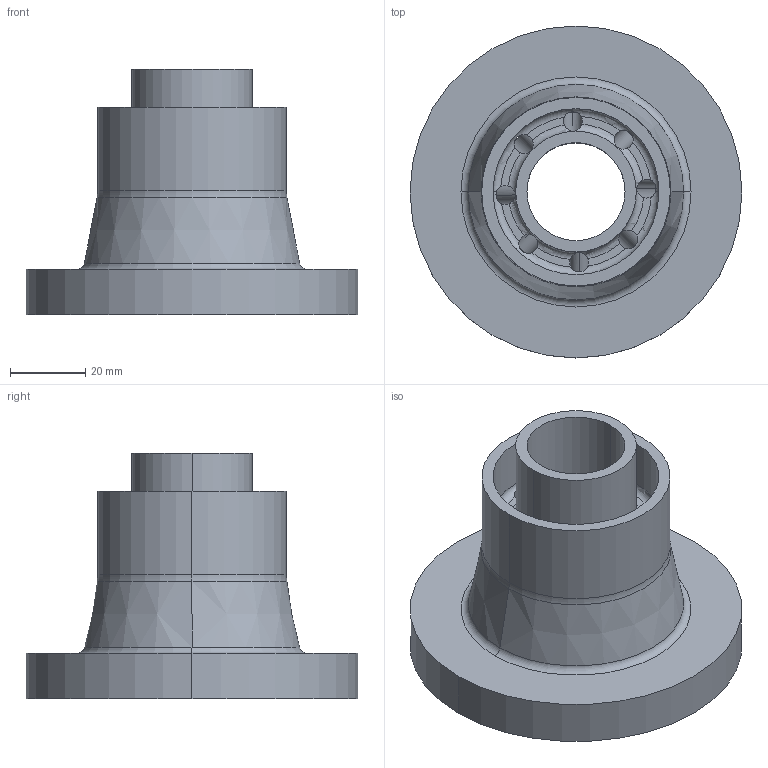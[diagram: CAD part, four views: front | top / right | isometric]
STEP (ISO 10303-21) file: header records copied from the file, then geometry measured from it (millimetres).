
FILE_DESCRIPTION (( 'STEP AP203' ), '1' );
FILE_NAME ('--7876211.STEP', '2015-03-20T19:33:19', ( 'enduser' ), ( '' ), 'SwSTEP 2.0', 'SolidWorks 2014', '' );
FILE_SCHEMA (( 'CONFIG_CONTROL_DESIGN' ));
Length unit declared in the file: millimetre
Products named in the file (1): --7876211
Bounding box: 88 x 88 x 65 mm (x, y, z)
Volume: 115677.4 mm3; surface area: 36602.3 mm2
Topology: 1 solids, 1 shells, 86 faces, 254 edges, 162 vertices
Faces by surface type: cylinder 38, plane 26, torus 20, cone 2
Entity records: 3537 total; most frequent: CARTESIAN_POINT 1257, ORIENTED_EDGE 508, DIRECTION 446, EDGE_CURVE 254, AXIS2_PLACEMENT_3D 203, VERTEX_POINT 162, CIRCLE 116, EDGE_LOOP 96
